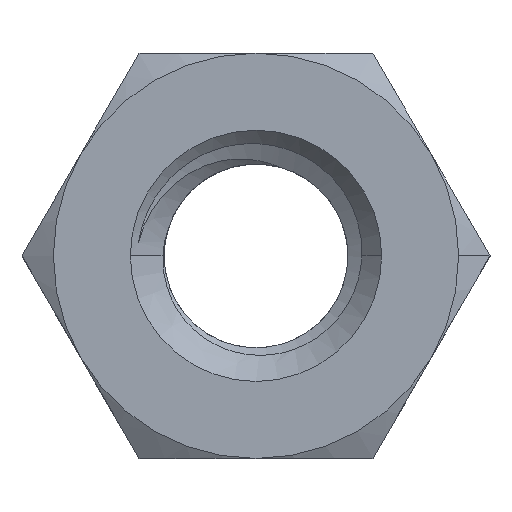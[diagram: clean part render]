
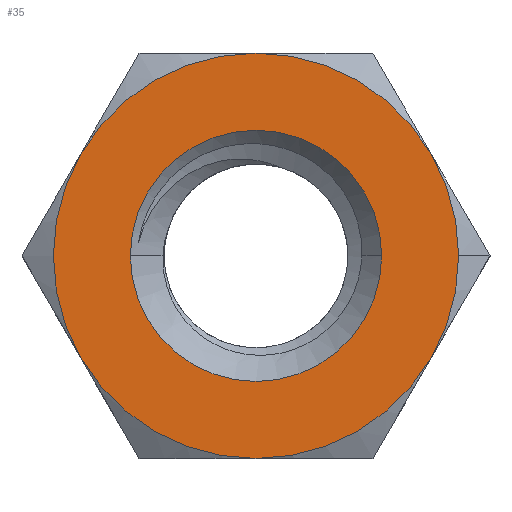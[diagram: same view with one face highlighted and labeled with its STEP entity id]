
A CAD part, top view. The second image highlights one B-rep face of the part: STEP entity #35.
In plain terms, the highlighted planar face has unit normal (0, 0, 1).
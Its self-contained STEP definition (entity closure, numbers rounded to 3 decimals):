
#16 = DIRECTION ( 'NONE',  ( 1., 0., 0. ) ) ;
#18 = CARTESIAN_POINT ( 'NONE',  ( 0., 0., 2.8 ) ) ;
#35 = ADVANCED_FACE ( 'NONE', ( #1383, #1552 ), #1009, .T. ) ;
#39 = DIRECTION ( 'NONE',  ( 0., 0., 1. ) ) ;
#49 = CIRCLE ( 'NONE', #1348, 3. ) ;
#60 = ORIENTED_EDGE ( 'NONE', *, *, #1390, .T. ) ;
#65 = AXIS2_PLACEMENT_3D ( 'NONE', #289, #162, #1425 ) ;
#85 = EDGE_CURVE ( 'NONE', #1534, #1006, #1635, .T. ) ;
#98 = DIRECTION ( 'NONE',  ( 0., 0., -1. ) ) ;
#116 = CARTESIAN_POINT ( 'NONE',  ( 0., 0., 2.8 ) ) ;
#123 = DIRECTION ( 'NONE',  ( 0., 0., 1. ) ) ;
#135 = DIRECTION ( 'NONE',  ( 0., 0., -1. ) ) ;
#147 = VERTEX_POINT ( 'NONE', #863 ) ;
#157 = CARTESIAN_POINT ( 'NONE',  ( -1.86, 0., 2.8 ) ) ;
#162 = DIRECTION ( 'NONE',  ( 0., 0., 1. ) ) ;
#203 = EDGE_CURVE ( 'NONE', #1413, #612, #1017, .T. ) ;
#259 = EDGE_CURVE ( 'NONE', #841, #147, #795, .T. ) ;
#267 = AXIS2_PLACEMENT_3D ( 'NONE', #1255, #135, #1405 ) ;
#284 = CARTESIAN_POINT ( 'NONE',  ( 1.86, 0., 2.8 ) ) ;
#289 = CARTESIAN_POINT ( 'NONE',  ( 0., 0., 2.8 ) ) ;
#291 = EDGE_CURVE ( 'NONE', #612, #1413, #1207, .T. ) ;
#316 = CIRCLE ( 'NONE', #441, 3. ) ;
#341 = VERTEX_POINT ( 'NONE', #644 ) ;
#393 = CARTESIAN_POINT ( 'NONE',  ( 0., 0., 2.8 ) ) ;
#441 = AXIS2_PLACEMENT_3D ( 'NONE', #18, #771, #1415 ) ;
#475 = AXIS2_PLACEMENT_3D ( 'NONE', #536, #894, #16 ) ;
#483 = DIRECTION ( 'NONE',  ( 1., 0., 0. ) ) ;
#504 = DIRECTION ( 'NONE',  ( 1., 0., 0. ) ) ;
#534 = DIRECTION ( 'NONE',  ( 1., 0., 0. ) ) ;
#536 = CARTESIAN_POINT ( 'NONE',  ( 0., 0., 2.8 ) ) ;
#610 = CIRCLE ( 'NONE', #475, 3. ) ;
#612 = VERTEX_POINT ( 'NONE', #157 ) ;
#636 = CARTESIAN_POINT ( 'NONE',  ( 0., 0., 2.8 ) ) ;
#644 = CARTESIAN_POINT ( 'NONE',  ( 2.598, 1.5, 2.8 ) ) ;
#743 = AXIS2_PLACEMENT_3D ( 'NONE', #636, #1260, #504 ) ;
#748 = CIRCLE ( 'NONE', #65, 3. ) ;
#771 = DIRECTION ( 'NONE',  ( 0., 0., 1. ) ) ;
#787 = CARTESIAN_POINT ( 'NONE',  ( 2.598, -1.5, 2.8 ) ) ;
#795 = CIRCLE ( 'NONE', #743, 3. ) ;
#799 = DIRECTION ( 'NONE',  ( 1., 0., 0. ) ) ;
#825 = CARTESIAN_POINT ( 'NONE',  ( -2.598, -1.5, 2.8 ) ) ;
#838 = ORIENTED_EDGE ( 'NONE', *, *, #1505, .T. ) ;
#841 = VERTEX_POINT ( 'NONE', #825 ) ;
#863 = CARTESIAN_POINT ( 'NONE',  ( 0., -3., 2.8 ) ) ;
#894 = DIRECTION ( 'NONE',  ( 0., 0., 1. ) ) ;
#913 = AXIS2_PLACEMENT_3D ( 'NONE', #116, #123, #483 ) ;
#930 = ORIENTED_EDGE ( 'NONE', *, *, #259, .T. ) ;
#940 = AXIS2_PLACEMENT_3D ( 'NONE', #1622, #98, #1226 ) ;
#958 = EDGE_CURVE ( 'NONE', #1006, #841, #610, .T. ) ;
#1006 = VERTEX_POINT ( 'NONE', #1401 ) ;
#1009 = PLANE ( 'NONE',  #1511 ) ;
#1017 = CIRCLE ( 'NONE', #940, 1.86 ) ;
#1021 = AXIS2_PLACEMENT_3D ( 'NONE', #1325, #1331, #1197 ) ;
#1023 = VERTEX_POINT ( 'NONE', #1669 ) ;
#1062 = EDGE_LOOP ( 'NONE', ( #838, #1101, #60, #1119, #1080, #930, #1599 ) ) ;
#1069 = ORIENTED_EDGE ( 'NONE', *, *, #203, .T. ) ;
#1080 = ORIENTED_EDGE ( 'NONE', *, *, #958, .T. ) ;
#1083 = ORIENTED_EDGE ( 'NONE', *, *, #291, .T. ) ;
#1101 = ORIENTED_EDGE ( 'NONE', *, *, #1217, .T. ) ;
#1119 = ORIENTED_EDGE ( 'NONE', *, *, #85, .T. ) ;
#1159 = VERTEX_POINT ( 'NONE', #787 ) ;
#1197 = DIRECTION ( 'NONE',  ( 1., 0., 0. ) ) ;
#1207 = CIRCLE ( 'NONE', #267, 1.86 ) ;
#1217 = EDGE_CURVE ( 'NONE', #1023, #341, #316, .T. ) ;
#1223 = CIRCLE ( 'NONE', #1021, 3. ) ;
#1226 = DIRECTION ( 'NONE',  ( 1., 0., 0. ) ) ;
#1251 = EDGE_LOOP ( 'NONE', ( #1069, #1083 ) ) ;
#1255 = CARTESIAN_POINT ( 'NONE',  ( 0., 0., 2.8 ) ) ;
#1260 = DIRECTION ( 'NONE',  ( 0., 0., 1. ) ) ;
#1290 = DIRECTION ( 'NONE',  ( 0., 0., 1. ) ) ;
#1325 = CARTESIAN_POINT ( 'NONE',  ( 0., 0., 2.8 ) ) ;
#1331 = DIRECTION ( 'NONE',  ( 0., 0., 1. ) ) ;
#1343 = CARTESIAN_POINT ( 'NONE',  ( 0., 3., 2.8 ) ) ;
#1348 = AXIS2_PLACEMENT_3D ( 'NONE', #393, #1290, #534 ) ;
#1383 = FACE_BOUND ( 'NONE', #1251, .T. ) ;
#1390 = EDGE_CURVE ( 'NONE', #341, #1534, #748, .T. ) ;
#1401 = CARTESIAN_POINT ( 'NONE',  ( -2.598, 1.5, 2.8 ) ) ;
#1405 = DIRECTION ( 'NONE',  ( 1., 0., 0. ) ) ;
#1413 = VERTEX_POINT ( 'NONE', #284 ) ;
#1415 = DIRECTION ( 'NONE',  ( 1., 0., 0. ) ) ;
#1425 = DIRECTION ( 'NONE',  ( 1., 0., 0. ) ) ;
#1505 = EDGE_CURVE ( 'NONE', #1159, #1023, #1223, .T. ) ;
#1511 = AXIS2_PLACEMENT_3D ( 'NONE', #1572, #39, #799 ) ;
#1534 = VERTEX_POINT ( 'NONE', #1343 ) ;
#1552 = FACE_OUTER_BOUND ( 'NONE', #1062, .T. ) ;
#1572 = CARTESIAN_POINT ( 'NONE',  ( 0., 0., 2.8 ) ) ;
#1599 = ORIENTED_EDGE ( 'NONE', *, *, #1607, .T. ) ;
#1607 = EDGE_CURVE ( 'NONE', #147, #1159, #49, .T. ) ;
#1622 = CARTESIAN_POINT ( 'NONE',  ( 0., 0., 2.8 ) ) ;
#1635 = CIRCLE ( 'NONE', #913, 3. ) ;
#1669 = CARTESIAN_POINT ( 'NONE',  ( 3., 0., 2.8 ) ) ;
